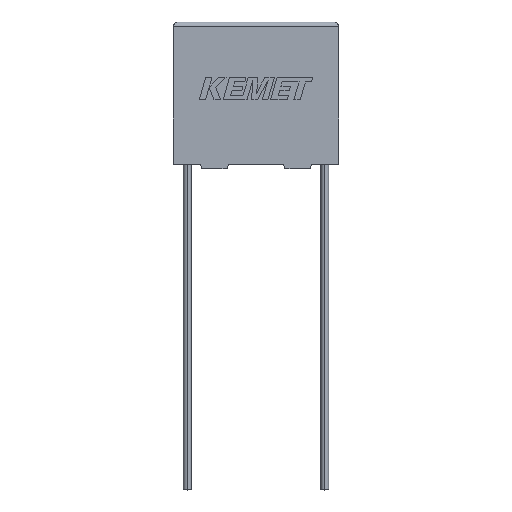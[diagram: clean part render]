
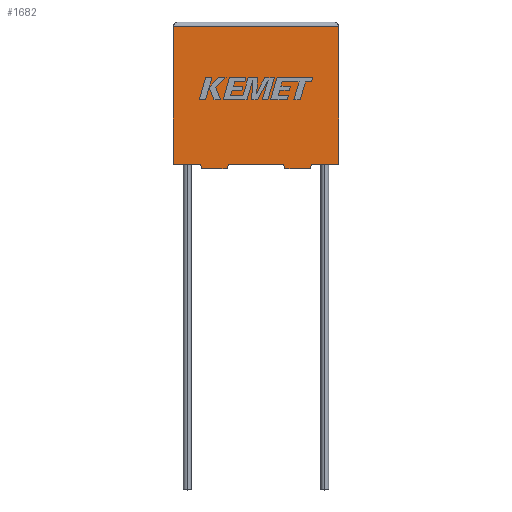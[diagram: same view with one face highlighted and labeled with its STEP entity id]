
A CAD part, top view. The second image highlights one B-rep face of the part: STEP entity #1682.
In plain terms, the highlighted planar face has unit normal (0, 0, 1).
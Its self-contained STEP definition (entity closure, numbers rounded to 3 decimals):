
#9 = LINE ( 'NONE', #1138, #1823 ) ;
#20 = VECTOR ( 'NONE', #2093, 1000. ) ;
#33 = CARTESIAN_POINT ( 'NONE',  ( 0., 0., 8.5 ) ) ;
#69 = DIRECTION ( 'NONE',  ( 1., 0., 0. ) ) ;
#70 = EDGE_CURVE ( 'NONE', #2112, #1137, #9, .T. ) ;
#98 = ORIENTED_EDGE ( 'NONE', *, *, #1916, .F. ) ;
#101 = AXIS2_PLACEMENT_3D ( 'NONE', #3015, #2508, #2017 ) ;
#133 = LINE ( 'NONE', #2837, #20 ) ;
#170 = CARTESIAN_POINT ( 'NONE',  ( 5.994, 0., 8.5 ) ) ;
#173 = VECTOR ( 'NONE', #2359, 1000. ) ;
#179 = FACE_OUTER_BOUND ( 'NONE', #3195, .T. ) ;
#214 = CARTESIAN_POINT ( 'NONE',  ( 3.09, -0.5, 8.5 ) ) ;
#308 = CARTESIAN_POINT ( 'NONE',  ( 12.156, -0.5, 8.5 ) ) ;
#339 = EDGE_CURVE ( 'NONE', #2826, #791, #481, .T. ) ;
#367 = LINE ( 'NONE', #3138, #1994 ) ;
#380 = VERTEX_POINT ( 'NONE', #214 ) ;
#411 = VECTOR ( 'NONE', #2813, 1000. ) ;
#417 = VERTEX_POINT ( 'NONE', #308 ) ;
#454 = VECTOR ( 'NONE', #69, 1000. ) ;
#462 = ORIENTED_EDGE ( 'NONE', *, *, #1862, .T. ) ;
#481 = LINE ( 'NONE', #1731, #1244 ) ;
#533 = PLANE ( 'NONE',  #101 ) ;
#564 = DIRECTION ( 'NONE',  ( -1., 0., 0. ) ) ;
#567 = ORIENTED_EDGE ( 'NONE', *, *, #1983, .T. ) ;
#578 = DIRECTION ( 'NONE',  ( 1., 0., 0. ) ) ;
#598 = LINE ( 'NONE', #2945, #1359 ) ;
#667 = DIRECTION ( 'NONE',  ( 0., -1., 0. ) ) ;
#744 = VERTEX_POINT ( 'NONE', #2629 ) ;
#791 = VERTEX_POINT ( 'NONE', #3217 ) ;
#813 = ORIENTED_EDGE ( 'NONE', *, *, #1560, .T. ) ;
#853 = ORIENTED_EDGE ( 'NONE', *, *, #1597, .T. ) ;
#926 = EDGE_CURVE ( 'NONE', #417, #2242, #2447, .T. ) ;
#974 = DIRECTION ( 'NONE',  ( -0.287, -0.958, 0. ) ) ;
#982 = ORIENTED_EDGE ( 'NONE', *, *, #70, .T. ) ;
#1072 = CARTESIAN_POINT ( 'NONE',  ( 0., 0., 8.5 ) ) ;
#1118 = CARTESIAN_POINT ( 'NONE',  ( 5.844, -0.5, 8.5 ) ) ;
#1137 = VERTEX_POINT ( 'NONE', #2563 ) ;
#1138 = CARTESIAN_POINT ( 'NONE',  ( 0., 15., 8.5 ) ) ;
#1163 = LINE ( 'NONE', #2691, #1786 ) ;
#1181 = CARTESIAN_POINT ( 'NONE',  ( 12.006, 0., 8.5 ) ) ;
#1240 = DIRECTION ( 'NONE',  ( 0.287, -0.958, 0. ) ) ;
#1244 = VECTOR ( 'NONE', #974, 1000. ) ;
#1359 = VECTOR ( 'NONE', #1717, 1000. ) ;
#1409 = ORIENTED_EDGE ( 'NONE', *, *, #1776, .T. ) ;
#1497 = ORIENTED_EDGE ( 'NONE', *, *, #2271, .T. ) ;
#1528 = LINE ( 'NONE', #2212, #173 ) ;
#1560 = EDGE_CURVE ( 'NONE', #1599, #380, #2600, .T. ) ;
#1597 = EDGE_CURVE ( 'NONE', #380, #2798, #598, .T. ) ;
#1599 = VERTEX_POINT ( 'NONE', #2521 ) ;
#1605 = VERTEX_POINT ( 'NONE', #33 ) ;
#1682 = ADVANCED_FACE ( 'NONE', ( #179 ), #533, .F. ) ;
#1698 = ORIENTED_EDGE ( 'NONE', *, *, #339, .F. ) ;
#1717 = DIRECTION ( 'NONE',  ( 1., 0., 0. ) ) ;
#1731 = CARTESIAN_POINT ( 'NONE',  ( 15.06, 0., 8.5 ) ) ;
#1762 = LINE ( 'NONE', #3085, #2108 ) ;
#1776 = EDGE_CURVE ( 'NONE', #2641, #2242, #133, .T. ) ;
#1786 = VECTOR ( 'NONE', #667, 1000. ) ;
#1819 = CARTESIAN_POINT ( 'NONE',  ( 14.91, -0.5, 8.5 ) ) ;
#1823 = VECTOR ( 'NONE', #564, 1000. ) ;
#1845 = CARTESIAN_POINT ( 'NONE',  ( 15.06, 0., 8.5 ) ) ;
#1847 = EDGE_CURVE ( 'NONE', #1605, #1599, #1762, .T. ) ;
#1862 = EDGE_CURVE ( 'NONE', #2826, #744, #1992, .T. ) ;
#1886 = ORIENTED_EDGE ( 'NONE', *, *, #926, .F. ) ;
#1891 = ORIENTED_EDGE ( 'NONE', *, *, #2722, .T. ) ;
#1916 = EDGE_CURVE ( 'NONE', #791, #417, #2497, .T. ) ;
#1983 = EDGE_CURVE ( 'NONE', #2798, #2641, #1528, .T. ) ;
#1992 = LINE ( 'NONE', #1072, #454 ) ;
#1994 = VECTOR ( 'NONE', #2204, 1000. ) ;
#2017 = DIRECTION ( 'NONE',  ( -1., 0., 0. ) ) ;
#2093 = DIRECTION ( 'NONE',  ( 1., 0., 0. ) ) ;
#2108 = VECTOR ( 'NONE', #578, 1000. ) ;
#2112 = VERTEX_POINT ( 'NONE', #2229 ) ;
#2204 = DIRECTION ( 'NONE',  ( 0., 1., 0. ) ) ;
#2212 = CARTESIAN_POINT ( 'NONE',  ( 5.844, -0.5, 8.5 ) ) ;
#2229 = CARTESIAN_POINT ( 'NONE',  ( 18., 15., 8.5 ) ) ;
#2242 = VERTEX_POINT ( 'NONE', #1181 ) ;
#2271 = EDGE_CURVE ( 'NONE', #744, #2112, #367, .T. ) ;
#2272 = VECTOR ( 'NONE', #1240, 1000. ) ;
#2289 = DIRECTION ( 'NONE',  ( -0.287, 0.958, 0. ) ) ;
#2359 = DIRECTION ( 'NONE',  ( 0.287, 0.958, 0. ) ) ;
#2439 = ORIENTED_EDGE ( 'NONE', *, *, #1847, .T. ) ;
#2447 = LINE ( 'NONE', #2984, #2940 ) ;
#2497 = LINE ( 'NONE', #1819, #411 ) ;
#2508 = DIRECTION ( 'NONE',  ( 0., 0., -1. ) ) ;
#2521 = CARTESIAN_POINT ( 'NONE',  ( 2.94, 0., 8.5 ) ) ;
#2563 = CARTESIAN_POINT ( 'NONE',  ( 0., 15., 8.5 ) ) ;
#2600 = LINE ( 'NONE', #3200, #2272 ) ;
#2629 = CARTESIAN_POINT ( 'NONE',  ( 18., 0., 8.5 ) ) ;
#2641 = VERTEX_POINT ( 'NONE', #170 ) ;
#2691 = CARTESIAN_POINT ( 'NONE',  ( 0., 0., 8.5 ) ) ;
#2722 = EDGE_CURVE ( 'NONE', #1137, #1605, #1163, .T. ) ;
#2798 = VERTEX_POINT ( 'NONE', #1118 ) ;
#2813 = DIRECTION ( 'NONE',  ( -1., 0., 0. ) ) ;
#2826 = VERTEX_POINT ( 'NONE', #1845 ) ;
#2837 = CARTESIAN_POINT ( 'NONE',  ( 0., 0., 8.5 ) ) ;
#2940 = VECTOR ( 'NONE', #2289, 1000. ) ;
#2945 = CARTESIAN_POINT ( 'NONE',  ( 3.09, -0.5, 8.5 ) ) ;
#2984 = CARTESIAN_POINT ( 'NONE',  ( 12.156, -0.5, 8.5 ) ) ;
#3015 = CARTESIAN_POINT ( 'NONE',  ( 0., 0., 8.5 ) ) ;
#3085 = CARTESIAN_POINT ( 'NONE',  ( 0., 0., 8.5 ) ) ;
#3138 = CARTESIAN_POINT ( 'NONE',  ( 18., 0., 8.5 ) ) ;
#3195 = EDGE_LOOP ( 'NONE', ( #1497, #982, #1891, #2439, #813, #853, #567, #1409, #1886, #98, #1698, #462 ) ) ;
#3200 = CARTESIAN_POINT ( 'NONE',  ( 2.94, 0., 8.5 ) ) ;
#3217 = CARTESIAN_POINT ( 'NONE',  ( 14.91, -0.5, 8.5 ) ) ;
